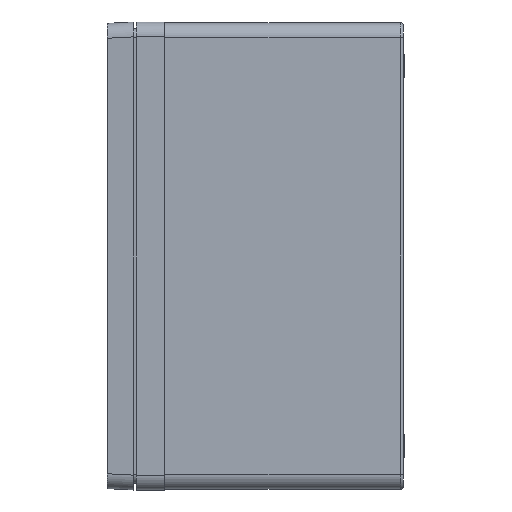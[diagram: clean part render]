
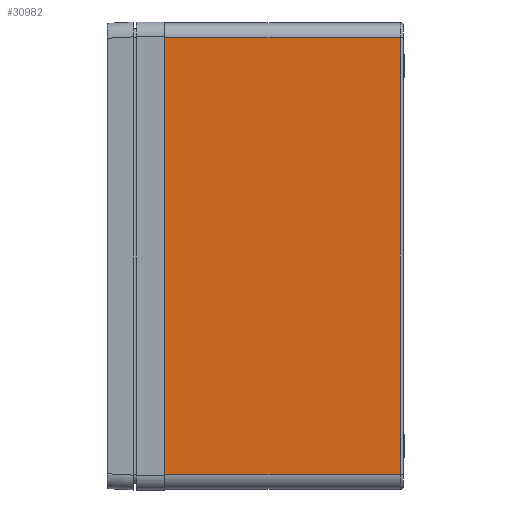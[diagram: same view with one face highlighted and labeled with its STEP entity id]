
A CAD part, left-side view. The second image highlights one B-rep face of the part: STEP entity #30982.
In plain terms, the highlighted planar face has unit normal (-1, 0, 0).
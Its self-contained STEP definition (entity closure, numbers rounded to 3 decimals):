
#397 = ORIENTED_EDGE ( 'NONE', *, *, #5234, .T. ) ;
#410 = PLANE ( 'NONE',  #20013 ) ;
#1584 = DIRECTION ( 'NONE',  ( 0., 0., 1. ) ) ;
#2199 = CARTESIAN_POINT ( 'NONE',  ( -202., 0., 146.5 ) ) ;
#2248 = LINE ( 'NONE', #10240, #31442 ) ;
#5234 = EDGE_CURVE ( 'NONE', #26412, #7742, #2248, .T. ) ;
#5968 = ORIENTED_EDGE ( 'NONE', *, *, #27686, .F. ) ;
#6787 = LINE ( 'NONE', #24774, #35950 ) ;
#6850 = ORIENTED_EDGE ( 'NONE', *, *, #19122, .T. ) ;
#7346 = DIRECTION ( 'NONE',  ( 0., -1., 0. ) ) ;
#7723 = CARTESIAN_POINT ( 'NONE',  ( -202., -158., 146.5 ) ) ;
#7742 = VERTEX_POINT ( 'NONE', #7723 ) ;
#10240 = CARTESIAN_POINT ( 'NONE',  ( -202., -158., 146.5 ) ) ;
#10360 = CARTESIAN_POINT ( 'NONE',  ( -202., -158., -146.5 ) ) ;
#11149 = FACE_OUTER_BOUND ( 'NONE', #35008, .T. ) ;
#11721 = VERTEX_POINT ( 'NONE', #2199 ) ;
#12686 = CARTESIAN_POINT ( 'NONE',  ( -202., -160., 146.5 ) ) ;
#13939 = ORIENTED_EDGE ( 'NONE', *, *, #37214, .T. ) ;
#13996 = VECTOR ( 'NONE', #33063, 1000. ) ;
#15071 = DIRECTION ( 'NONE',  ( 0., 0., 1. ) ) ;
#15133 = VECTOR ( 'NONE', #31768, 1000. ) ;
#19122 = EDGE_CURVE ( 'NONE', #7742, #11721, #36309, .T. ) ;
#20013 = AXIS2_PLACEMENT_3D ( 'NONE', #23705, #32503, #15071 ) ;
#22955 = CARTESIAN_POINT ( 'NONE',  ( -202., 0., -156.5 ) ) ;
#23705 = CARTESIAN_POINT ( 'NONE',  ( -202., -160., -156.5 ) ) ;
#24672 = LINE ( 'NONE', #22955, #15133 ) ;
#24774 = CARTESIAN_POINT ( 'NONE',  ( -202., -160., -146.5 ) ) ;
#25733 = CARTESIAN_POINT ( 'NONE',  ( -202., 0., -146.5 ) ) ;
#26412 = VERTEX_POINT ( 'NONE', #10360 ) ;
#27686 = EDGE_CURVE ( 'NONE', #29495, #11721, #24672, .T. ) ;
#29495 = VERTEX_POINT ( 'NONE', #25733 ) ;
#30982 = ADVANCED_FACE ( 'NONE', ( #11149 ), #410, .T. ) ;
#31442 = VECTOR ( 'NONE', #1584, 1000. ) ;
#31768 = DIRECTION ( 'NONE',  ( 0., 0., 1. ) ) ;
#32503 = DIRECTION ( 'NONE',  ( -1., 0., 0. ) ) ;
#33063 = DIRECTION ( 'NONE',  ( 0., 1., 0. ) ) ;
#35008 = EDGE_LOOP ( 'NONE', ( #13939, #397, #6850, #5968 ) ) ;
#35950 = VECTOR ( 'NONE', #7346, 1000. ) ;
#36309 = LINE ( 'NONE', #12686, #13996 ) ;
#37214 = EDGE_CURVE ( 'NONE', #29495, #26412, #6787, .T. ) ;
